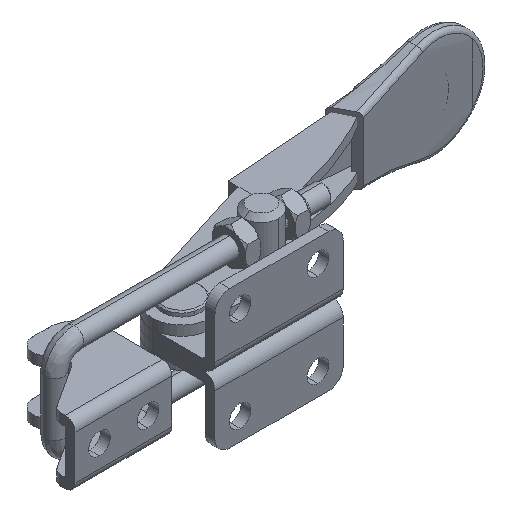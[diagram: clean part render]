
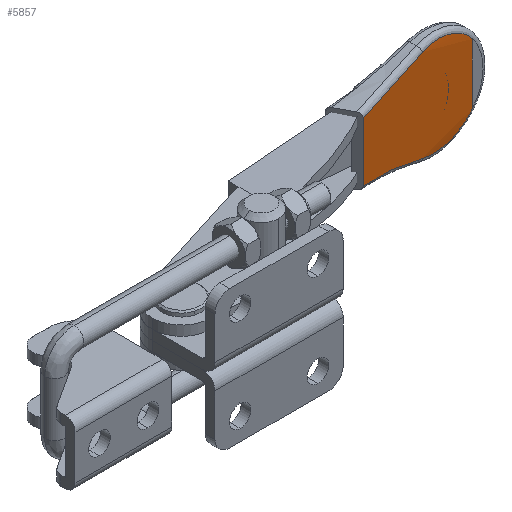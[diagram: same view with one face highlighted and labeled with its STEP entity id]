
A CAD part, isometric view. The second image highlights one B-rep face of the part: STEP entity #5857.
In plain terms, the highlighted cylindrical face has radius 117 mm (diameter 234 mm), a partial arc.
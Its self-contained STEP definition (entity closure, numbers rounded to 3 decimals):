
#746 = ORIENTED_EDGE ( 'NONE', *, *, #5839, .F. ) ;
#747 = ORIENTED_EDGE ( 'NONE', *, *, #5729, .F. ) ;
#748 = ORIENTED_EDGE ( 'NONE', *, *, #5822, .T. ) ;
#749 = ORIENTED_EDGE ( 'NONE', *, *, #5827, .T. ) ;
#750 = ORIENTED_EDGE ( 'NONE', *, *, #5823, .T. ) ;
#751 = ORIENTED_EDGE ( 'NONE', *, *, #5819, .T. ) ;
#997 = CARTESIAN_POINT ( 'NONE',  ( 30.864, -6.173, 2.282 ) ) ;
#1008 = CARTESIAN_POINT ( 'NONE',  ( 20.145, -9.415, 1.79 ) ) ;
#1030 = CARTESIAN_POINT ( 'NONE',  ( 30.864, 6.173, 2.282 ) ) ;
#1038 = CARTESIAN_POINT ( 'NONE',  ( 20.145, 9.415, 1.79 ) ) ;
#1044 = CARTESIAN_POINT ( 'NONE',  ( 5.803, -5.991, -0.434 ) ) ;
#2783 = VECTOR ( 'NONE', #5591, 1000. ) ;
#2796 = AXIS2_PLACEMENT_3D ( 'NONE', #8745, #8739, #8742 ) ;
#2801 = FACE_OUTER_BOUND ( 'NONE', #4685, .T. ) ;
#2805 = CYLINDRICAL_SURFACE ( 'NONE', #2796, 117. ) ;
#4262 = B_SPLINE_CURVE_WITH_KNOTS ( 'NONE', 3,
 ( #5565, #5546, #5597, #5497 ),
 .UNSPECIFIED., .F., .F.,
 ( 4, 4 ),
 ( 0.014, 0.029 ),
 .UNSPECIFIED. ) ;
#4263 = B_SPLINE_CURVE_WITH_KNOTS ( 'NONE', 3,
 ( #5134, #5135, #5132, #5151, #5136, #5154, #5144, #5145, #5594, #5401, #5279, #5604, #5275, #5599, #5264, #5146, #5592, #5610, #5634, #5406 ),
 .UNSPECIFIED., .F., .F.,
 ( 4, 2, 2, 2, 2, 2, 2, 2, 2, 4 ),
 ( 0., 0.002, 0.003, 0.005, 0.006, 0.007, 0.008, 0.009, 0.011, 0.012 ),
 .UNSPECIFIED. ) ;
#4264 = B_SPLINE_CURVE_WITH_KNOTS ( 'NONE', 3,
 ( #5314, #5574, #5494, #5357 ),
 .UNSPECIFIED., .F., .F.,
 ( 4, 4 ),
 ( 0., 0.015 ),
 .UNSPECIFIED. ) ;
#4280 = B_SPLINE_CURVE_WITH_KNOTS ( 'NONE', 3,
 ( #5411, #5417, #5434, #5415, #5438, #5436, #5559, #5551, #5549, #5561, #5563, #5555, #5567, #5548, #5560, #5556, #5545, #5543, #5620, #5552 ),
 .UNSPECIFIED., .F., .F.,
 ( 4, 2, 2, 2, 2, 2, 2, 2, 2, 4 ),
 ( 0.025, 0.027, 0.028, 0.028, 0.03, 0.032, 0.033, 0.034, 0.035, 0.038 ),
 .UNSPECIFIED. ) ;
#4685 = EDGE_LOOP ( 'NONE', ( #747, #748, #749, #746, #750, #751 ) ) ;
#5104 = CARTESIAN_POINT ( 'NONE',  ( 30.864, -10.8, 2.282 ) ) ;
#5126 = DIRECTION ( 'NONE',  ( 0., 1., 0. ) ) ;
#5129 = LINE ( 'NONE', #5104, #7950 ) ;
#5132 = CARTESIAN_POINT ( 'NONE',  ( 21.107, 9.689, 1.875 ) ) ;
#5134 = CARTESIAN_POINT ( 'NONE',  ( 20.145, 9.415, 1.79 ) ) ;
#5135 = CARTESIAN_POINT ( 'NONE',  ( 20.62, 9.57, 1.833 ) ) ;
#5136 = CARTESIAN_POINT ( 'NONE',  ( 22.575, 9.894, 1.989 ) ) ;
#5144 = CARTESIAN_POINT ( 'NONE',  ( 24.068, 9.873, 2.085 ) ) ;
#5145 = CARTESIAN_POINT ( 'NONE',  ( 25.052, 9.732, 2.138 ) ) ;
#5146 = CARTESIAN_POINT ( 'NONE',  ( 29.098, 7.921, 2.269 ) ) ;
#5151 = CARTESIAN_POINT ( 'NONE',  ( 22.084, 9.85, 1.953 ) ) ;
#5154 = CARTESIAN_POINT ( 'NONE',  ( 23.565, 9.905, 2.055 ) ) ;
#5194 = CARTESIAN_POINT ( 'NONE',  ( 5.803, -10.8, -0.434 ) ) ;
#5264 = CARTESIAN_POINT ( 'NONE',  ( 28.28, 8.478, 2.254 ) ) ;
#5275 = CARTESIAN_POINT ( 'NONE',  ( 27.174, 9.05, 2.224 ) ) ;
#5279 = CARTESIAN_POINT ( 'NONE',  ( 26.48, 9.329, 2.2 ) ) ;
#5314 = CARTESIAN_POINT ( 'NONE',  ( 20.145, -9.415, 1.79 ) ) ;
#5357 = CARTESIAN_POINT ( 'NONE',  ( 5.803, -5.991, -0.434 ) ) ;
#5401 = CARTESIAN_POINT ( 'NONE',  ( 26.245, 9.41, 2.191 ) ) ;
#5406 = CARTESIAN_POINT ( 'NONE',  ( 30.864, 6.173, 2.282 ) ) ;
#5411 = CARTESIAN_POINT ( 'NONE',  ( 30.864, -6.173, 2.282 ) ) ;
#5415 = CARTESIAN_POINT ( 'NONE',  ( 29.674, -7.436, 2.276 ) ) ;
#5417 = CARTESIAN_POINT ( 'NONE',  ( 30.557, -6.561, 2.282 ) ) ;
#5434 = CARTESIAN_POINT ( 'NONE',  ( 30.221, -6.926, 2.281 ) ) ;
#5436 = CARTESIAN_POINT ( 'NONE',  ( 29.093, -7.913, 2.269 ) ) ;
#5438 = CARTESIAN_POINT ( 'NONE',  ( 29.483, -7.601, 2.274 ) ) ;
#5494 = CARTESIAN_POINT ( 'NONE',  ( 10.582, -6.723, 0.614 ) ) ;
#5497 = CARTESIAN_POINT ( 'NONE',  ( 20.145, 9.415, 1.79 ) ) ;
#5543 = CARTESIAN_POINT ( 'NONE',  ( 22.07, -9.887, 1.955 ) ) ;
#5545 = CARTESIAN_POINT ( 'NONE',  ( 23.316, -9.902, 2.038 ) ) ;
#5546 = CARTESIAN_POINT ( 'NONE',  ( 10.582, 6.723, 0.614 ) ) ;
#5548 = CARTESIAN_POINT ( 'NONE',  ( 24.312, -9.838, 2.098 ) ) ;
#5549 = CARTESIAN_POINT ( 'NONE',  ( 27.848, -8.727, 2.244 ) ) ;
#5551 = CARTESIAN_POINT ( 'NONE',  ( 28.277, -8.48, 2.254 ) ) ;
#5552 = CARTESIAN_POINT ( 'NONE',  ( 20.145, -9.415, 1.79 ) ) ;
#5555 = CARTESIAN_POINT ( 'NONE',  ( 25.53, -9.627, 2.161 ) ) ;
#5556 = CARTESIAN_POINT ( 'NONE',  ( 23.568, -9.896, 2.054 ) ) ;
#5559 = CARTESIAN_POINT ( 'NONE',  ( 28.892, -8.061, 2.265 ) ) ;
#5560 = CARTESIAN_POINT ( 'NONE',  ( 24.065, -9.863, 2.084 ) ) ;
#5561 = CARTESIAN_POINT ( 'NONE',  ( 26.952, -9.156, 2.217 ) ) ;
#5563 = CARTESIAN_POINT ( 'NONE',  ( 26.481, -9.339, 2.201 ) ) ;
#5565 = CARTESIAN_POINT ( 'NONE',  ( 5.803, 5.991, -0.434 ) ) ;
#5567 = CARTESIAN_POINT ( 'NONE',  ( 25.047, -9.733, 2.138 ) ) ;
#5574 = CARTESIAN_POINT ( 'NONE',  ( 15.367, -7.849, 1.35 ) ) ;
#5587 = LINE ( 'NONE', #5194, #2783 ) ;
#5591 = DIRECTION ( 'NONE',  ( 0., -1., 0. ) ) ;
#5592 = CARTESIAN_POINT ( 'NONE',  ( 29.486, 7.611, 2.274 ) ) ;
#5594 = CARTESIAN_POINT ( 'NONE',  ( 25.535, 9.625, 2.161 ) ) ;
#5597 = CARTESIAN_POINT ( 'NONE',  ( 15.367, 7.849, 1.35 ) ) ;
#5599 = CARTESIAN_POINT ( 'NONE',  ( 27.851, 8.726, 2.244 ) ) ;
#5604 = CARTESIAN_POINT ( 'NONE',  ( 26.944, 9.149, 2.216 ) ) ;
#5610 = CARTESIAN_POINT ( 'NONE',  ( 30.219, 6.928, 2.281 ) ) ;
#5620 = CARTESIAN_POINT ( 'NONE',  ( 21.096, -9.726, 1.877 ) ) ;
#5634 = CARTESIAN_POINT ( 'NONE',  ( 30.557, 6.561, 2.282 ) ) ;
#5729 = EDGE_CURVE ( 'NONE', #7417, #7454, #5129, .T. ) ;
#5819 = EDGE_CURVE ( 'NONE', #7463, #7454, #4263, .T. ) ;
#5822 = EDGE_CURVE ( 'NONE', #7417, #7430, #4280, .T. ) ;
#5823 = EDGE_CURVE ( 'NONE', #7082, #7463, #4262, .T. ) ;
#5827 = EDGE_CURVE ( 'NONE', #7430, #7469, #4264, .T. ) ;
#5839 = EDGE_CURVE ( 'NONE', #7082, #7469, #5587, .T. ) ;
#5857 = ADVANCED_FACE ( 'NONE', ( #2801 ), #2805, .F. ) ;
#7082 = VERTEX_POINT ( 'NONE', #8881 ) ;
#7417 = VERTEX_POINT ( 'NONE', #997 ) ;
#7430 = VERTEX_POINT ( 'NONE', #1008 ) ;
#7454 = VERTEX_POINT ( 'NONE', #1030 ) ;
#7463 = VERTEX_POINT ( 'NONE', #1038 ) ;
#7469 = VERTEX_POINT ( 'NONE', #1044 ) ;
#7950 = VECTOR ( 'NONE', #5126, 1000. ) ;
#8739 = DIRECTION ( 'NONE',  ( 0., 1., 0. ) ) ;
#8742 = DIRECTION ( 'NONE',  ( 0., 0., 1. ) ) ;
#8745 = CARTESIAN_POINT ( 'NONE',  ( 30.864, -10.8, -114.718 ) ) ;
#8881 = CARTESIAN_POINT ( 'NONE',  ( 5.803, 5.991, -0.434 ) ) ;
